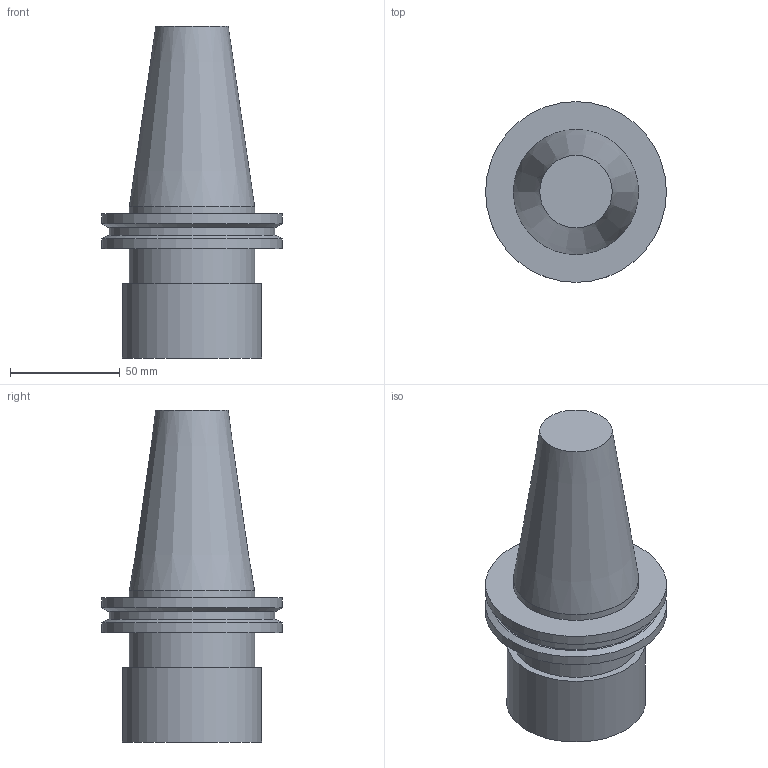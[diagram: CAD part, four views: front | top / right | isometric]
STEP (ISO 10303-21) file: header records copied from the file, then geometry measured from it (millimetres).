
FILE_DESCRIPTION (( 'STEP AP203' ), '1' );
FILE_NAME ('11.326.562.stp', '2022-03-09T14:32:26', ( '' ), ( '' ), 'SwSTEP 2.0', 'SolidWorks 2021', '' );
FILE_SCHEMA (( 'CONFIG_CONTROL_DESIGN' ));
Length unit declared in the file: millimetre
Products named in the file (1): 11.326.562
Bounding box: 82.55 x 82.55 x 151.54 mm (x, y, z)
Volume: 372206.4 mm3; surface area: 37426.2 mm2
Topology: 1 solids, 1 shells, 16 faces, 24 edges, 15 vertices
Faces by surface type: plane 7, cylinder 6, cone 3
Full cylindrical faces by diameter (mm): 57.15 x2, 63.5 x1, 75.41 x1, 82.55 x2
Entity records: 391 total; most frequent: DIRECTION 64, CARTESIAN_POINT 47, AXIS2_PLACEMENT_3D 32, EDGE_LOOP 30, ORIENTED_EDGE 30, FACE_OUTER_BOUND 22, ADVANCED_FACE 16, EDGE_CURVE 15
